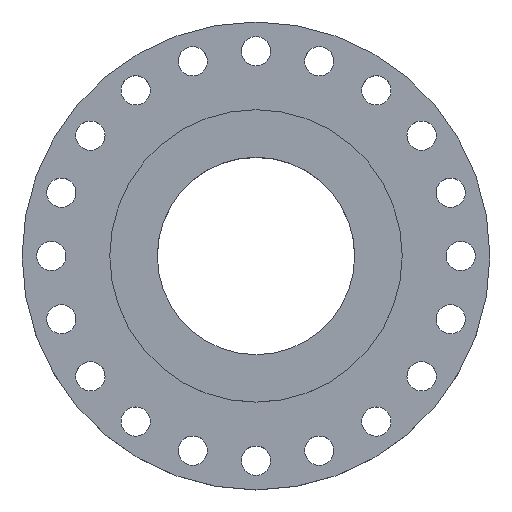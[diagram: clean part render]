
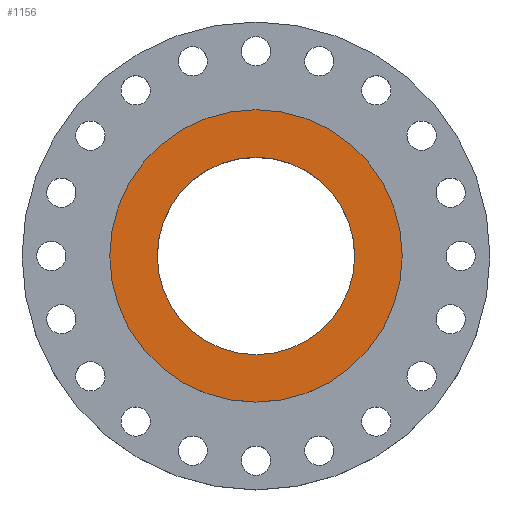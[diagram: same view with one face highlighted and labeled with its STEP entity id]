
A CAD part, top view. The second image highlights one B-rep face of the part: STEP entity #1156.
In plain terms, the highlighted planar face has unit normal (0, 0, 1).
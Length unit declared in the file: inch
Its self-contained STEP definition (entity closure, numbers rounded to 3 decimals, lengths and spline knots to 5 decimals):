
#23 = DIRECTION ( 'NONE',  ( 0., 0., 1. ) ) ;
#34 = CARTESIAN_POINT ( 'NONE',  ( -7.5, 0., 0. ) ) ;
#77 = EDGE_CURVE ( 'NONE', #1430, #671, #473, .T. ) ;
#114 = EDGE_CURVE ( 'NONE', #1233, #204, #669, .T. ) ;
#117 = EDGE_LOOP ( 'NONE', ( #1355, #836 ) ) ;
#204 = VERTEX_POINT ( 'NONE', #387 ) ;
#269 = CARTESIAN_POINT ( 'NONE',  ( -5.0625, 0., 0. ) ) ;
#343 = DIRECTION ( 'NONE',  ( 1., 0., 0. ) ) ;
#359 = CARTESIAN_POINT ( 'NONE',  ( 0., 0., 0. ) ) ;
#387 = CARTESIAN_POINT ( 'NONE',  ( 5.0625, 0., 0. ) ) ;
#412 = CIRCLE ( 'NONE', #1230, 5.0625 ) ;
#472 = CIRCLE ( 'NONE', #1643, 7.5 ) ;
#473 = CIRCLE ( 'NONE', #824, 7.5 ) ;
#568 = AXIS2_PLACEMENT_3D ( 'NONE', #794, #1436, #343 ) ;
#669 = CIRCLE ( 'NONE', #568, 5.0625 ) ;
#671 = VERTEX_POINT ( 'NONE', #1660 ) ;
#682 = DIRECTION ( 'NONE',  ( 0., 0., 1. ) ) ;
#708 = EDGE_CURVE ( 'NONE', #204, #1233, #412, .T. ) ;
#794 = CARTESIAN_POINT ( 'NONE',  ( 0., 0., 0. ) ) ;
#801 = EDGE_LOOP ( 'NONE', ( #951, #1701 ) ) ;
#818 = DIRECTION ( 'NONE',  ( -1., 0., 0. ) ) ;
#824 = AXIS2_PLACEMENT_3D ( 'NONE', #359, #1159, #1945 ) ;
#836 = ORIENTED_EDGE ( 'NONE', *, *, #77, .T. ) ;
#841 = FACE_OUTER_BOUND ( 'NONE', #117, .T. ) ;
#858 = AXIS2_PLACEMENT_3D ( 'NONE', #1799, #1304, #818 ) ;
#951 = ORIENTED_EDGE ( 'NONE', *, *, #708, .F. ) ;
#967 = CARTESIAN_POINT ( 'NONE',  ( 0., 0., 0. ) ) ;
#995 = DIRECTION ( 'NONE',  ( 1., 0., 0. ) ) ;
#1136 = PLANE ( 'NONE',  #858 ) ;
#1156 = ADVANCED_FACE ( 'NONE', ( #1339, #841 ), #1136, .F. ) ;
#1159 = DIRECTION ( 'NONE',  ( 0., 0., 1. ) ) ;
#1230 = AXIS2_PLACEMENT_3D ( 'NONE', #967, #23, #1985 ) ;
#1233 = VERTEX_POINT ( 'NONE', #269 ) ;
#1285 = CARTESIAN_POINT ( 'NONE',  ( 0., 0., 0. ) ) ;
#1304 = DIRECTION ( 'NONE',  ( 0., 0., -1. ) ) ;
#1339 = FACE_BOUND ( 'NONE', #801, .T. ) ;
#1355 = ORIENTED_EDGE ( 'NONE', *, *, #1441, .T. ) ;
#1430 = VERTEX_POINT ( 'NONE', #34 ) ;
#1436 = DIRECTION ( 'NONE',  ( 0., 0., 1. ) ) ;
#1441 = EDGE_CURVE ( 'NONE', #671, #1430, #472, .T. ) ;
#1643 = AXIS2_PLACEMENT_3D ( 'NONE', #1285, #682, #995 ) ;
#1660 = CARTESIAN_POINT ( 'NONE',  ( 7.5, 0., 0. ) ) ;
#1701 = ORIENTED_EDGE ( 'NONE', *, *, #114, .F. ) ;
#1799 = CARTESIAN_POINT ( 'NONE',  ( 0., 5.0625, 0. ) ) ;
#1945 = DIRECTION ( 'NONE',  ( 1., 0., 0. ) ) ;
#1985 = DIRECTION ( 'NONE',  ( 1., 0., 0. ) ) ;
